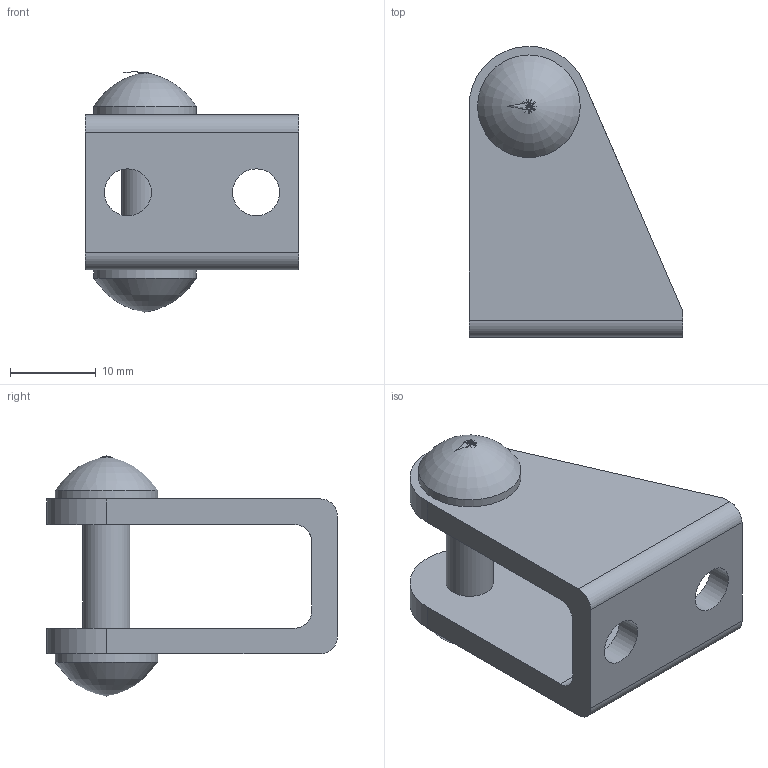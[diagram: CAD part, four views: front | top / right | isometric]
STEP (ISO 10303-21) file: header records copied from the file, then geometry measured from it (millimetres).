
FILE_DESCRIPTION(/* description */ ('STEP AP203'),/* implementation_level */ '2;1');
FILE_NAME(/* name */ 'SDB-16',/* time_stamp */ '2024-05-13T14:09:50+02:00',/* author */ ('License CC BY-ND 4.0'),/* organization */ ('CADENAS'),/* preprocessor_version */ 'ST-DEVELOPER v19.3',/* originating_system */ 'PARTsolutions',/* authorisation */ ' ');
FILE_SCHEMA (('CONFIG_CONTROL_DESIGN'));
Length unit declared in the file: millimetre
Products named in the file (1): SDB-16
Bounding box: 25 x 34 x 28.09 mm (x, y, z)
Volume: 5407.4 mm3; surface area: 3919.4 mm2
Topology: 1 solids, 1 shells, 23 faces, 61 edges, 41 vertices
Faces by surface type: cylinder 11, plane 10, torus 2
Full cylindrical faces by diameter (mm): 5.5 x3, 12 x2
Entity records: 700 total; most frequent: DIRECTION 120, CARTESIAN_POINT 112, ORIENTED_EDGE 100, EDGE_CURVE 50, AXIS2_PLACEMENT_3D 46, VERTEX_POINT 38, FACE_BOUND 38, EDGE_LOOP 36
